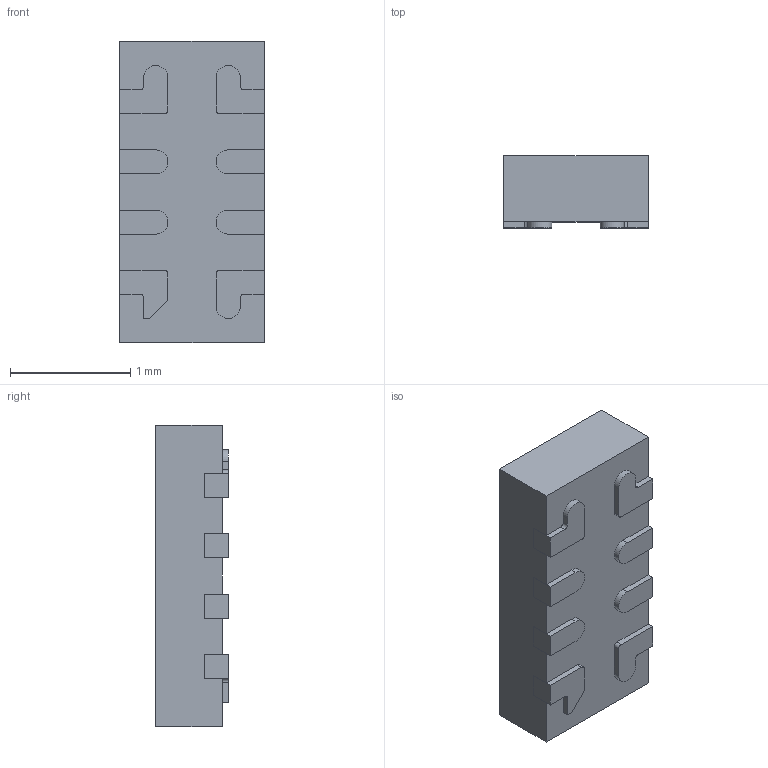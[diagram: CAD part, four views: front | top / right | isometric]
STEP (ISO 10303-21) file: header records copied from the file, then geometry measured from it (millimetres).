
FILE_DESCRIPTION (( 'STEP AP214' ), '1' );
FILE_NAME ('ECMF02-4CMX8.STEP', '2023-11-24T04:30:20', ( 'LENOVO' ), ( '' ), 'SwSTEP 2.0', 'SolidWorks 2021', '' );
FILE_SCHEMA (( 'AUTOMOTIVE_DESIGN' ));
Length unit declared in the file: millimetre
Products named in the file (1): ECMF02-4CMX8
Bounding box: 1.2 x 0.6 x 2.5 mm (x, y, z)
Volume: 1.7 mm3; surface area: 14.9 mm2
Topology: 10 solids, 10 shells, 137 faces, 348 edges, 232 vertices
Faces by surface type: plane 93, cylinder 44
Entity records: 4245 total; most frequent: CARTESIAN_POINT 718, DIRECTION 712, ORIENTED_EDGE 696, EDGE_CURVE 348, VECTOR 260, LINE 260, VERTEX_POINT 232, AXIS2_PLACEMENT_3D 226
